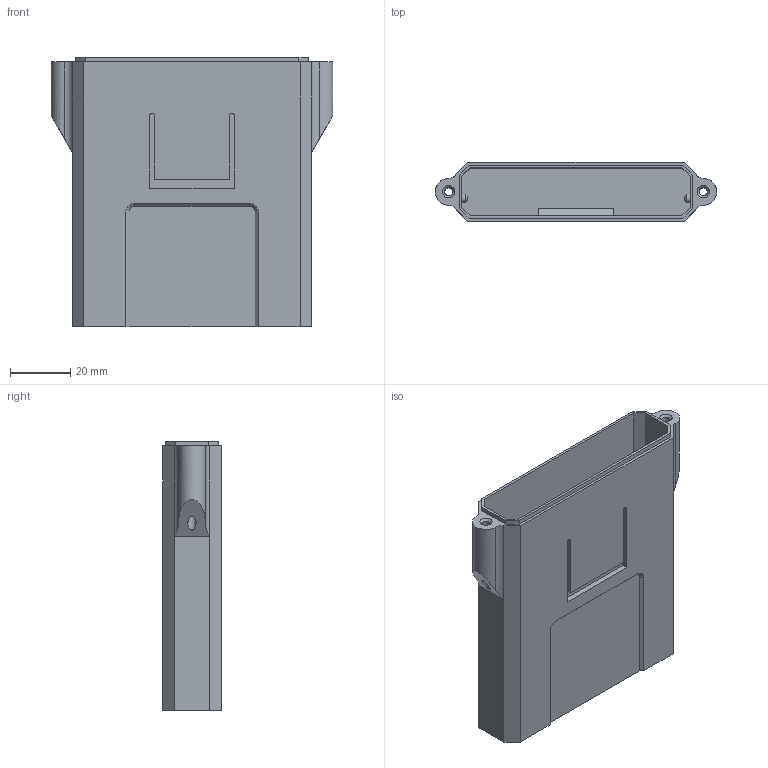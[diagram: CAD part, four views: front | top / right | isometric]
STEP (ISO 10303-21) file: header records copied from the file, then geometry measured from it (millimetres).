
FILE_DESCRIPTION(/* description */ (''),/* implementation_level */ '2;1');
FILE_NAME(/* name */ 'PlayerPocketv2 - Exact.stp',/* time_stamp */ '2025-07-28T14:22:33-06:00',/* author */ (''),/* organization */ (''),/* preprocessor_version */ 'ST-DEVELOPER v20',/* originating_system */ 'SIEMENS PLM Software NX2412.4001',/* authorisation */ '');
FILE_SCHEMA (('AUTOMOTIVE_DESIGN { 1 0 10303 214 3 1 1 1 }'));
Length unit declared in the file: millimetre
Products named in the file (1): Pocket_Recreated - Exact
Bounding box: 93.6 x 19.6 x 89.5 mm (x, y, z)
Volume: 31177.3 mm3; surface area: 37218.5 mm2
Topology: 1 solids, 1 shells, 70 faces, 189 edges, 123 vertices
Faces by surface type: plane 52, cylinder 12, cone 6
Full cylindrical faces by diameter (mm): 2.7 x2
Entity records: 2180 total; most frequent: CARTESIAN_POINT 377, ORIENTED_EDGE 368, DIRECTION 358, EDGE_CURVE 184, LINE 152, VECTOR 152, VERTEX_POINT 122, AXIS2_PLACEMENT_3D 103
